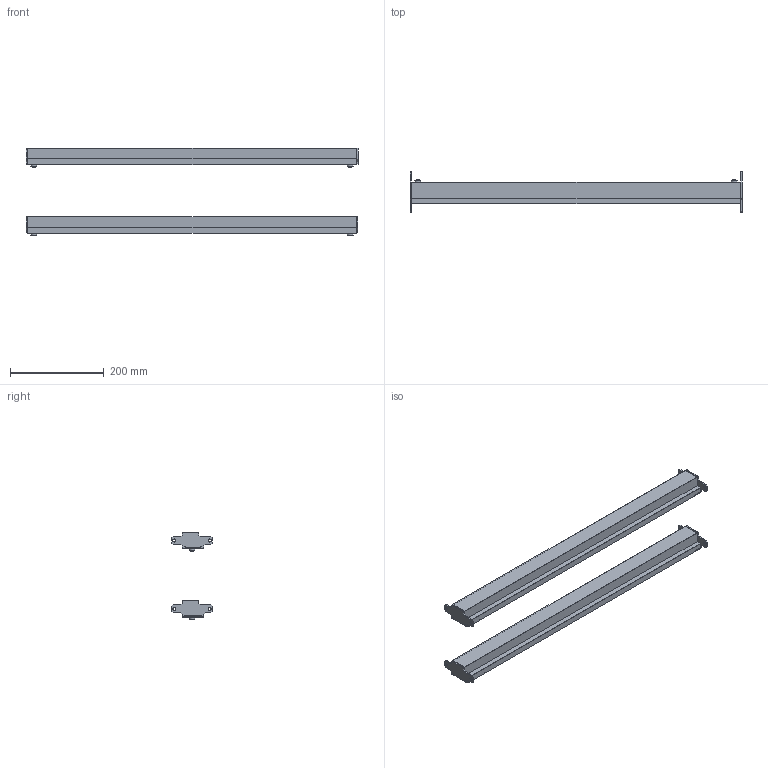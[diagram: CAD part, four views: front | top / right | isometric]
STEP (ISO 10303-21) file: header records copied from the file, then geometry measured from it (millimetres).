
FILE_DESCRIPTION (( 'STEP AP203' ), '1' );
FILE_NAME ('FO-00-PRHV-080 FORMAT Ïðîôèëü ãîðèçîíò. âñòðîåí. îòñåêà 800 (2øò_óïàê) IEK.STEP', '2024-08-03T12:33:23', ( '' ), ( '' ), 'SwSTEP 2.0', 'SolidWorks 2022', '' );
FILE_SCHEMA (( 'CONFIG_CONTROL_DESIGN' ));
Length unit declared in the file: millimetre
Products named in the file (1): FO-00-PRHV-080 FORMAT Профиль горизонт. встроен. отсека 800 (2шт_упак) IEK
Bounding box: 708 x 87 x 186.5 mm (x, y, z)
Volume: 347735.3 mm3; surface area: 454345.6 mm2
Topology: 6 solids, 6 shells, 1088 faces, 3124 edges, 2072 vertices
Faces by surface type: plane 696, cylinder 360, cone 32
Entity records: 36595 total; most frequent: CARTESIAN_POINT 6285, ORIENTED_EDGE 6248, DIRECTION 6054, EDGE_CURVE 3124, LINE 2372, VECTOR 2372, VERTEX_POINT 2072, AXIS2_PLACEMENT_3D 1841
